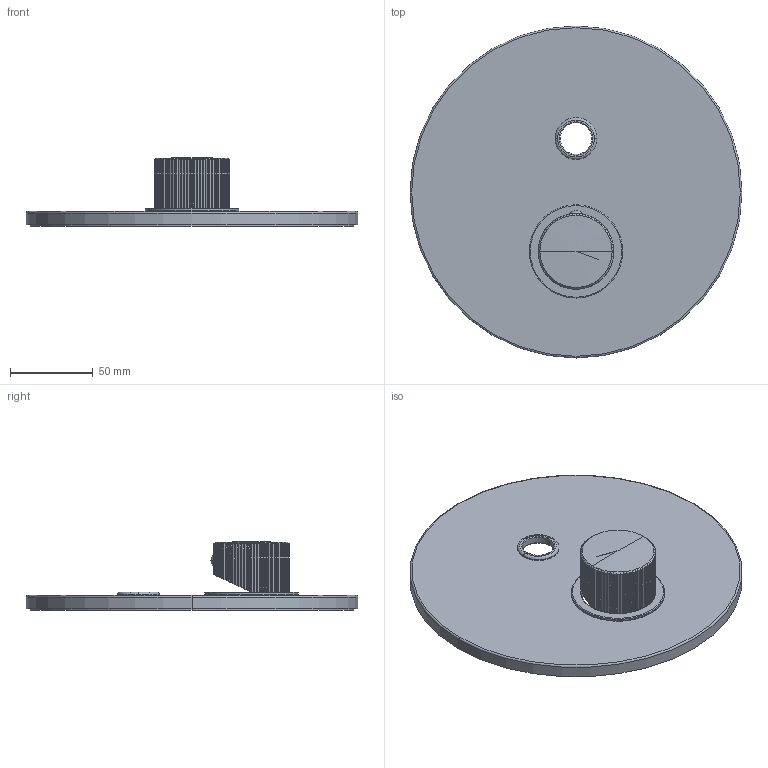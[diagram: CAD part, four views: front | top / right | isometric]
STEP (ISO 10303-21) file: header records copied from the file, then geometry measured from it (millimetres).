
FILE_DESCRIPTION((''),'2;1');
FILE_NAME('JO015CREST','2021-11-04T10:38:05',('ut3'),('PAFFONI SpA'),'CREO PARAMETRIC BY PTC INC, 2020044','CREO PARAMETRIC BY PTC INC, 2020044','');
FILE_SCHEMA(('CONFIG_CONTROL_DESIGN','SHAPE_APPEARANCE_LAYERS_GROUPS'));
Length unit declared in the file: millimetre
Products named in the file (1): JO015CREST
Bounding box: 200 x 200 x 41.4 mm (x, y, z)
Volume: 157423.2 mm3; surface area: 92213 mm2
Topology: 2 solids, 2 shells, 387 faces, 1065 edges, 689 vertices
Faces by surface type: plane 203, cylinder 129, cone 25, torus 24, bspline 4, sphere 2
Entity records: 16190 total; most frequent: CARTESIAN_POINT 3839, ORIENTED_EDGE 2118, DIRECTION 1859, EDGE_CURVE 1059, VERTEX_POINT 689, AXIS2_PLACEMENT_3D 667, VECTOR 525, LINE 525
